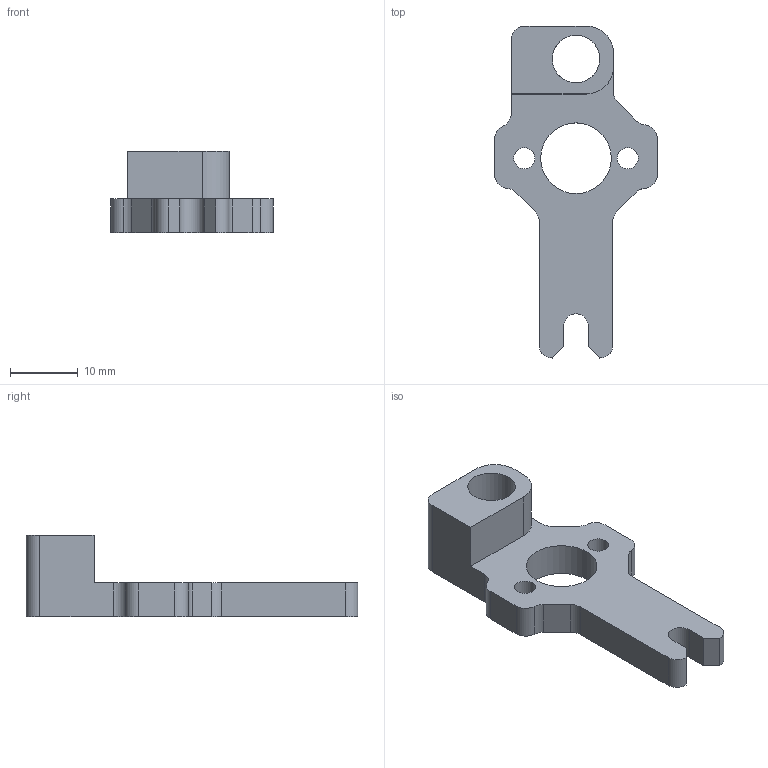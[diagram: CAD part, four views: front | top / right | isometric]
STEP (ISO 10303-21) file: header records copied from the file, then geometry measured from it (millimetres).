
FILE_DESCRIPTION(('FreeCAD Model'),'2;1');
FILE_NAME('PP-MP0281_carriage_revB.step','2019-08-15T08:15:13',('Author'),('' ),'Open CASCADE STEP processor 6.9','FreeCAD','Unknown');
FILE_SCHEMA(('AUTOMOTIVE_DESIGN { 1 0 10303 214 1 1 1 1 }'));
Length unit declared in the file: millimetre
Products named in the file (1): Fillet004
Bounding box: 23.9 x 48.85 x 12 mm (x, y, z)
Volume: 3552.8 mm3; surface area: 2671.2 mm2
Topology: 1 solids, 1 shells, 44 faces, 127 edges, 85 vertices
Faces by surface type: plane 22, cylinder 18, bspline 4
Full cylindrical faces by diameter (mm): 3.1 x2, 7 x1, 10.4 x1
Entity records: 5599 total; most frequent: CARTESIAN_POINT 3125, DIRECTION 439, LINE 259, VECTOR 259, ORIENTED_EDGE 254, PCURVE 254, DEFINITIONAL_REPRESENTATION 254, EDGE_CURVE 127
